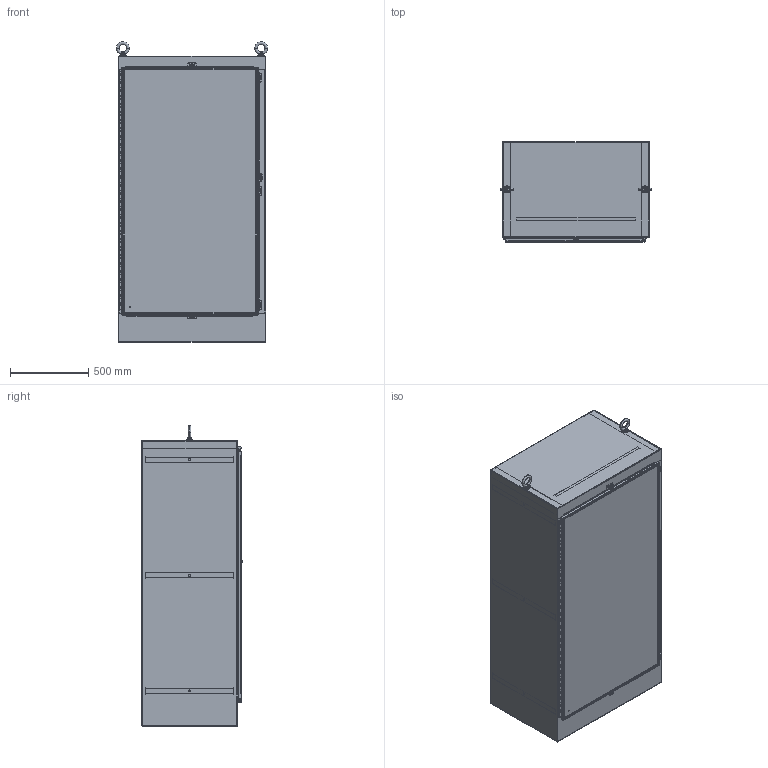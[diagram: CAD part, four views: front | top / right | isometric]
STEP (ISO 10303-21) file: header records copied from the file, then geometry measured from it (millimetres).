
FILE_DESCRIPTION (( 'STEP AP203' ), '1' );
FILE_NAME ('1418N4S16Y24_Default.step', '2019-11-01T18:31:03', ( 'ADC123' ), ( 'Microsoft' ), 'SwSTEP 2.0', 'SolidWorks 2019', '' );
FILE_SCHEMA (( 'CONFIG_CONTROL_DESIGN' ));
Products named in the file (1): 1418N4S16Y24_Default
Bounding box: 968.21 x 642.87 x 1923.26 mm (x, y, z)
Volume: 19458547.9 mm3; surface area: 16254355.9 mm2
Topology: 54 solids, 55 shells, 1900 faces, 5142 edges, 3359 vertices
Faces by surface type: plane 940, cylinder 844, bspline 80, cone 20, torus 16
Entity records: 70751 total; most frequent: CARTESIAN_POINT 21936, ORIENTED_EDGE 10260, DIRECTION 10244, EDGE_CURVE 5130, AXIS2_PLACEMENT_3D 3545, VERTEX_POINT 3359, LINE 3154, VECTOR 3154
